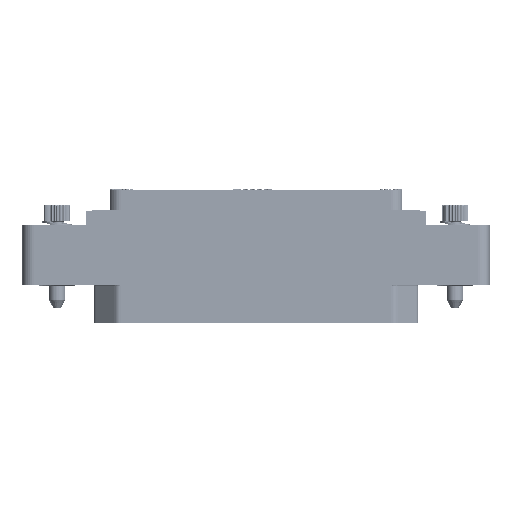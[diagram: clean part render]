
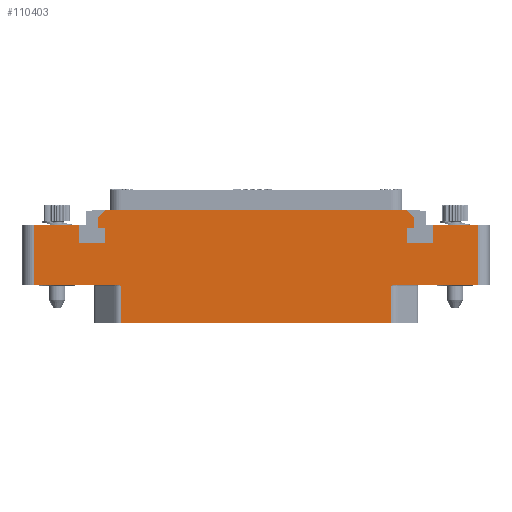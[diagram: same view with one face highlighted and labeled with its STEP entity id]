
A CAD part, top view. The second image highlights one B-rep face of the part: STEP entity #110403.
In plain terms, the highlighted planar face has unit normal (0, 0, 1).
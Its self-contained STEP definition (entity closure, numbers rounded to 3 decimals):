
#3188=DIRECTION('',(-1.,0.,0.));
#3189=VECTOR('',#3188,46.236);
#3190=CARTESIAN_POINT('',(23.118,-6.5,7.));
#3191=LINE('',#3190,#3189);
#3283=DIRECTION('',(1.,0.,0.));
#3284=VECTOR('',#3283,14.082);
#3285=CARTESIAN_POINT('',(-38.,0.,7.));
#3286=LINE('',#3285,#3284);
#3399=DIRECTION('',(0.,-1.,0.));
#3400=VECTOR('',#3399,10.25);
#3401=CARTESIAN_POINT('',(-38.,10.25,7.));
#3402=LINE('',#3401,#3400);
#3417=DIRECTION('',(1.,0.,0.));
#3418=VECTOR('',#3417,7.8);
#3419=CARTESIAN_POINT('',(-38.,10.25,7.));
#3420=LINE('',#3419,#3418);
#3421=DIRECTION('',(0.,-1.,0.));
#3422=VECTOR('',#3421,3.2);
#3423=CARTESIAN_POINT('',(-30.2,10.25,7.));
#3424=LINE('',#3423,#3422);
#3425=DIRECTION('',(1.,0.,0.));
#3426=VECTOR('',#3425,4.4);
#3427=CARTESIAN_POINT('',(-30.2,7.05,7.));
#3428=LINE('',#3427,#3426);
#3429=DIRECTION('',(0.,1.,0.));
#3430=VECTOR('',#3429,2.6);
#3431=CARTESIAN_POINT('',(-25.8,7.05,7.));
#3432=LINE('',#3431,#3430);
#3433=DIRECTION('',(-1.,0.,0.));
#3434=VECTOR('',#3433,1.2);
#3435=CARTESIAN_POINT('',(-25.8,9.65,7.));
#3436=LINE('',#3435,#3434);
#3437=DIRECTION('',(0.,-1.,0.));
#3438=VECTOR('',#3437,1.9);
#3439=CARTESIAN_POINT('',(-27.,11.55,7.));
#3440=LINE('',#3439,#3438);
#3441=DIRECTION('',(1.,0.,0.));
#3442=VECTOR('',#3441,51.6);
#3443=CARTESIAN_POINT('',(-25.8,12.75,7.));
#3444=LINE('',#3443,#3442);
#3445=DIRECTION('',(0.,-1.,0.));
#3446=VECTOR('',#3445,1.9);
#3447=CARTESIAN_POINT('',(27.,11.55,7.));
#3448=LINE('',#3447,#3446);
#3449=DIRECTION('',(-1.,0.,0.));
#3450=VECTOR('',#3449,1.2);
#3451=CARTESIAN_POINT('',(27.,9.65,7.));
#3452=LINE('',#3451,#3450);
#3453=DIRECTION('',(0.,-1.,0.));
#3454=VECTOR('',#3453,2.6);
#3455=CARTESIAN_POINT('',(25.8,9.65,7.));
#3456=LINE('',#3455,#3454);
#3457=DIRECTION('',(1.,0.,0.));
#3458=VECTOR('',#3457,4.4);
#3459=CARTESIAN_POINT('',(25.8,7.05,7.));
#3460=LINE('',#3459,#3458);
#3461=DIRECTION('',(0.,1.,0.));
#3462=VECTOR('',#3461,3.2);
#3463=CARTESIAN_POINT('',(30.2,7.05,7.));
#3464=LINE('',#3463,#3462);
#3465=DIRECTION('',(1.,0.,0.));
#3466=VECTOR('',#3465,7.8);
#3467=CARTESIAN_POINT('',(30.2,10.25,7.));
#3468=LINE('',#3467,#3466);
#3469=DIRECTION('',(1.,0.,0.));
#3470=VECTOR('',#3469,14.082);
#3471=CARTESIAN_POINT('',(23.918,0.,7.));
#3472=LINE('',#3471,#3470);
#3503=CARTESIAN_POINT('',(23.118,-0.2,7.));
#3504=CARTESIAN_POINT('',(23.14,-0.192,7.));
#3505=CARTESIAN_POINT('',(23.184,-0.176,7.));
#3506=CARTESIAN_POINT('',(23.251,-0.152,7.));
#3507=CARTESIAN_POINT('',(23.318,-0.128,7.));
#3508=CARTESIAN_POINT('',(23.385,-0.106,7.));
#3509=CARTESIAN_POINT('',(23.451,-0.085,7.));
#3510=CARTESIAN_POINT('',(23.515,-0.066,7.));
#3511=CARTESIAN_POINT('',(23.577,-0.049,7.));
#3512=CARTESIAN_POINT('',(23.636,-0.035,7.));
#3513=CARTESIAN_POINT('',(23.688,-0.024,7.));
#3514=CARTESIAN_POINT('',(23.734,-0.016,7.));
#3515=CARTESIAN_POINT('',(23.776,-0.01,7.));
#3516=CARTESIAN_POINT('',(23.814,-0.005,7.));
#3517=CARTESIAN_POINT('',(23.85,-0.002,7.));
#3518=CARTESIAN_POINT('',(23.884,0.,7.));
#3519=CARTESIAN_POINT('',(23.907,0.,7.));
#3520=CARTESIAN_POINT('',(23.918,0.,7.));
#3536=DIRECTION('',(0.,1.,0.));
#3537=VECTOR('',#3536,6.3);
#3538=CARTESIAN_POINT('',(23.118,-6.5,7.));
#3539=LINE('',#3538,#3537);
#3581=DIRECTION('',(0.,1.,0.));
#3582=VECTOR('',#3581,10.25);
#3583=CARTESIAN_POINT('',(38.,0.,7.));
#3584=LINE('',#3583,#3582);
#11939=DIRECTION('',(0.707,-0.707,0.));
#11940=VECTOR('',#11939,1.697);
#11941=CARTESIAN_POINT('',(25.8,12.75,7.));
#11942=LINE('',#11941,#11940);
#13651=DIRECTION('',(0.,1.,0.));
#13652=VECTOR('',#13651,6.3);
#13653=CARTESIAN_POINT('',(-23.118,-6.5,7.));
#13654=LINE('',#13653,#13652);
#13679=CARTESIAN_POINT('',(-23.918,0.,7.));
#13680=CARTESIAN_POINT('',(-23.907,0.,7.));
#13681=CARTESIAN_POINT('',(-23.884,0.,7.));
#13682=CARTESIAN_POINT('',(-23.85,-0.002,7.));
#13683=CARTESIAN_POINT('',(-23.814,-0.005,7.));
#13684=CARTESIAN_POINT('',(-23.776,-0.01,7.));
#13685=CARTESIAN_POINT('',(-23.734,-0.016,7.));
#13686=CARTESIAN_POINT('',(-23.688,-0.024,7.));
#13687=CARTESIAN_POINT('',(-23.636,-0.035,7.));
#13688=CARTESIAN_POINT('',(-23.577,-0.049,7.));
#13689=CARTESIAN_POINT('',(-23.515,-0.066,7.));
#13690=CARTESIAN_POINT('',(-23.451,-0.085,7.));
#13691=CARTESIAN_POINT('',(-23.385,-0.106,7.));
#13692=CARTESIAN_POINT('',(-23.318,-0.128,7.));
#13693=CARTESIAN_POINT('',(-23.251,-0.152,7.));
#13694=CARTESIAN_POINT('',(-23.184,-0.176,7.));
#13695=CARTESIAN_POINT('',(-23.14,-0.192,7.));
#13696=CARTESIAN_POINT('',(-23.118,-0.2,7.));
#13858=DIRECTION('',(-0.707,-0.707,0.));
#13859=VECTOR('',#13858,1.697);
#13860=CARTESIAN_POINT('',(-25.8,12.75,7.));
#13861=LINE('',#13860,#13859);
#88702=CARTESIAN_POINT('',(-30.2,10.25,7.));
#88703=CARTESIAN_POINT('',(-30.2,7.05,7.));
#88704=VERTEX_POINT('',#88702);
#88705=VERTEX_POINT('',#88703);
#88706=CARTESIAN_POINT('',(-25.8,7.05,7.));
#88707=VERTEX_POINT('',#88706);
#88708=CARTESIAN_POINT('',(-25.8,9.65,7.));
#88709=VERTEX_POINT('',#88708);
#88710=CARTESIAN_POINT('',(-27.,9.65,7.));
#88711=VERTEX_POINT('',#88710);
#88712=CARTESIAN_POINT('',(27.,9.65,7.));
#88713=CARTESIAN_POINT('',(25.8,9.65,7.));
#88714=VERTEX_POINT('',#88712);
#88715=VERTEX_POINT('',#88713);
#88716=CARTESIAN_POINT('',(25.8,7.05,7.));
#88717=VERTEX_POINT('',#88716);
#88718=CARTESIAN_POINT('',(30.2,7.05,7.));
#88719=VERTEX_POINT('',#88718);
#88720=CARTESIAN_POINT('',(30.2,10.25,7.));
#88721=VERTEX_POINT('',#88720);
#88726=CARTESIAN_POINT('',(-27.,11.55,7.));
#88728=VERTEX_POINT('',#88726);
#88730=CARTESIAN_POINT('',(-25.8,12.75,7.));
#88731=VERTEX_POINT('',#88730);
#88732=CARTESIAN_POINT('',(27.,11.55,7.));
#88734=VERTEX_POINT('',#88732);
#88736=CARTESIAN_POINT('',(25.8,12.75,7.));
#88737=VERTEX_POINT('',#88736);
#88814=CARTESIAN_POINT('',(38.,0.,7.));
#88815=CARTESIAN_POINT('',(38.,10.25,7.));
#88816=VERTEX_POINT('',#88814);
#88817=VERTEX_POINT('',#88815);
#88822=CARTESIAN_POINT('',(-38.,10.25,7.));
#88823=CARTESIAN_POINT('',(-38.,0.,7.));
#88824=VERTEX_POINT('',#88822);
#88825=VERTEX_POINT('',#88823);
#89047=CARTESIAN_POINT('',(23.118,-6.5,7.));
#89049=VERTEX_POINT('',#89047);
#89050=CARTESIAN_POINT('',(-23.118,-6.5,7.));
#89052=VERTEX_POINT('',#89050);
#89082=CARTESIAN_POINT('',(-23.118,-0.2,7.));
#89083=VERTEX_POINT('',#89082);
#89084=CARTESIAN_POINT('',(-23.918,0.,7.));
#89085=VERTEX_POINT('',#89084);
#89086=CARTESIAN_POINT('',(23.118,-0.2,7.));
#89088=VERTEX_POINT('',#89086);
#89090=CARTESIAN_POINT('',(23.918,0.,7.));
#89092=VERTEX_POINT('',#89090);
#110353=CARTESIAN_POINT('',(0.,0.,7.));
#110354=DIRECTION('',(0.,0.,-1.));
#110355=DIRECTION('',(-1.,0.,0.));
#110356=AXIS2_PLACEMENT_3D('',#110353,#110354,#110355);
#110357=PLANE('',#110356);
#110359=ORIENTED_EDGE('',*,*,#110358,.F.);
#110361=ORIENTED_EDGE('',*,*,#110360,.F.);
#110363=ORIENTED_EDGE('',*,*,#110362,.F.);
#110364=ORIENTED_EDGE('',*,*,#110143,.T.);
#110366=ORIENTED_EDGE('',*,*,#110365,.T.);
#110368=ORIENTED_EDGE('',*,*,#110367,.F.);
#110369=ORIENTED_EDGE('',*,*,#110230,.F.);
#110370=ORIENTED_EDGE('',*,*,#110344,.F.);
#110371=ORIENTED_EDGE('',*,*,#110278,.T.);
#110373=ORIENTED_EDGE('',*,*,#110372,.T.);
#110375=ORIENTED_EDGE('',*,*,#110374,.T.);
#110377=ORIENTED_EDGE('',*,*,#110376,.T.);
#110379=ORIENTED_EDGE('',*,*,#110378,.T.);
#110381=ORIENTED_EDGE('',*,*,#110380,.F.);
#110383=ORIENTED_EDGE('',*,*,#110382,.F.);
#110384=ORIENTED_EDGE('',*,*,#109887,.T.);
#110386=ORIENTED_EDGE('',*,*,#110385,.T.);
#110388=ORIENTED_EDGE('',*,*,#110387,.T.);
#110390=ORIENTED_EDGE('',*,*,#110389,.T.);
#110392=ORIENTED_EDGE('',*,*,#110391,.T.);
#110394=ORIENTED_EDGE('',*,*,#110393,.T.);
#110396=ORIENTED_EDGE('',*,*,#110395,.T.);
#110398=ORIENTED_EDGE('',*,*,#110397,.T.);
#110400=ORIENTED_EDGE('',*,*,#110399,.F.);
#110401=EDGE_LOOP('',(#110359,#110361,#110363,#110364,#110366,#110368,#110369,
#110370,#110371,#110373,#110375,#110377,#110379,#110381,#110383,#110384,#110386,
#110388,#110390,#110392,#110394,#110396,#110398,#110400));
#110402=FACE_OUTER_BOUND('',#110401,.F.);
#110403=ADVANCED_FACE('',(#110402),#110357,.F.);
#3521=B_SPLINE_CURVE_WITH_KNOTS('',3,(#3503,#3504,#3505,#3506,#3507,#3508,#3509,
#3510,#3511,#3512,#3513,#3514,#3515,#3516,#3517,#3518,#3519,#3520),
.UNSPECIFIED.,.F.,.F.,(4,1,1,1,1,1,1,1,1,1,1,1,1,1,1,4),(0.,0.067,
0.133,0.2,0.267,0.333,0.4,
0.467,0.533,0.6,0.667,0.733,
0.8,0.867,0.933,1.),.UNSPECIFIED.);
#13697=B_SPLINE_CURVE_WITH_KNOTS('',3,(#13679,#13680,#13681,#13682,#13683,
#13684,#13685,#13686,#13687,#13688,#13689,#13690,#13691,#13692,#13693,#13694,
#13695,#13696),.UNSPECIFIED.,.F.,.F.,(4,1,1,1,1,1,1,1,1,1,1,1,1,1,1,4),(0.,
0.067,0.133,0.2,0.267,0.333,
0.4,0.467,0.533,0.6,0.667,
0.733,0.8,0.867,0.933,1.),
.UNSPECIFIED.);
#109887=EDGE_CURVE('',#88731,#88737,#3444,.T.);
#110143=EDGE_CURVE('',#89049,#89052,#3191,.T.);
#110230=EDGE_CURVE('',#88825,#89085,#3286,.T.);
#110278=EDGE_CURVE('',#88824,#88704,#3420,.T.);
#110344=EDGE_CURVE('',#88824,#88825,#3402,.T.);
#110358=EDGE_CURVE('',#89092,#88816,#3472,.T.);
#110360=EDGE_CURVE('',#89088,#89092,#3521,.T.);
#110362=EDGE_CURVE('',#89049,#89088,#3539,.T.);
#110365=EDGE_CURVE('',#89052,#89083,#13654,.T.);
#110367=EDGE_CURVE('',#89085,#89083,#13697,.T.);
#110372=EDGE_CURVE('',#88704,#88705,#3424,.T.);
#110374=EDGE_CURVE('',#88705,#88707,#3428,.T.);
#110376=EDGE_CURVE('',#88707,#88709,#3432,.T.);
#110378=EDGE_CURVE('',#88709,#88711,#3436,.T.);
#110380=EDGE_CURVE('',#88728,#88711,#3440,.T.);
#110382=EDGE_CURVE('',#88731,#88728,#13861,.T.);
#110385=EDGE_CURVE('',#88737,#88734,#11942,.T.);
#110387=EDGE_CURVE('',#88734,#88714,#3448,.T.);
#110389=EDGE_CURVE('',#88714,#88715,#3452,.T.);
#110391=EDGE_CURVE('',#88715,#88717,#3456,.T.);
#110393=EDGE_CURVE('',#88717,#88719,#3460,.T.);
#110395=EDGE_CURVE('',#88719,#88721,#3464,.T.);
#110397=EDGE_CURVE('',#88721,#88817,#3468,.T.);
#110399=EDGE_CURVE('',#88816,#88817,#3584,.T.);
